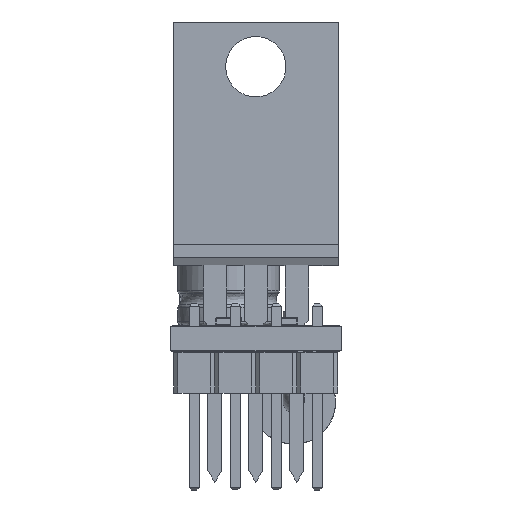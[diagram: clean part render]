
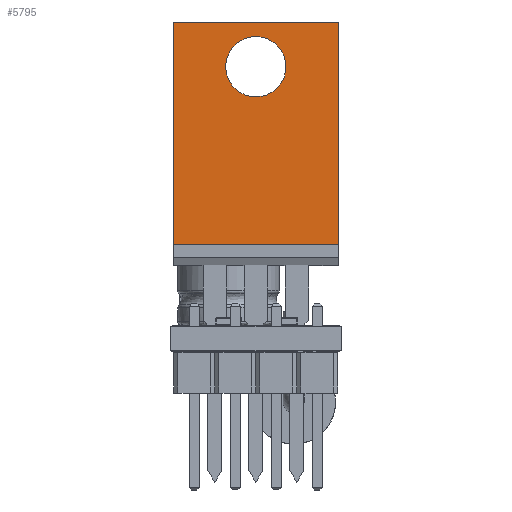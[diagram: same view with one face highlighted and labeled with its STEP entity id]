
A CAD part, front view. The second image highlights one B-rep face of the part: STEP entity #5795.
In plain terms, the highlighted face is planar.
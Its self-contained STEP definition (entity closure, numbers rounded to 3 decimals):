
#5240 = VERTEX_POINT('',#5241);
#5241 = CARTESIAN_POINT('',(-2.575,3.16,18.775));
#5247 = EDGE_CURVE('',#5248,#5240,#5250,.T.);
#5248 = VERTEX_POINT('',#5249);
#5249 = CARTESIAN_POINT('',(-2.575,3.16,5.));
#5250 = LINE('',#5251,#5252);
#5251 = CARTESIAN_POINT('',(-2.575,3.16,5.));
#5252 = VECTOR('',#5253,1.);
#5253 = DIRECTION('',(0.,0.,1.));
#5306 = VERTEX_POINT('',#5307);
#5307 = CARTESIAN_POINT('',(7.655,3.16,5.));
#5313 = EDGE_CURVE('',#5306,#5314,#5316,.T.);
#5314 = VERTEX_POINT('',#5315);
#5315 = CARTESIAN_POINT('',(7.655,3.16,18.775));
#5316 = LINE('',#5317,#5318);
#5317 = CARTESIAN_POINT('',(7.655,3.16,5.));
#5318 = VECTOR('',#5319,1.);
#5319 = DIRECTION('',(0.,0.,1.));
#5338 = EDGE_CURVE('',#5248,#5306,#5339,.T.);
#5339 = LINE('',#5340,#5341);
#5340 = CARTESIAN_POINT('',(-2.575,3.16,5.));
#5341 = VECTOR('',#5342,1.);
#5342 = DIRECTION('',(1.,0.,0.));
#5795 = ADVANCED_FACE('',(#5796,#5807),#5818,.T.);
#5796 = FACE_BOUND('',#5797,.T.);
#5797 = EDGE_LOOP('',(#5798,#5799,#5805,#5806));
#5798 = ORIENTED_EDGE('',*,*,#5247,.T.);
#5799 = ORIENTED_EDGE('',*,*,#5800,.T.);
#5800 = EDGE_CURVE('',#5240,#5314,#5801,.T.);
#5801 = LINE('',#5802,#5803);
#5802 = CARTESIAN_POINT('',(-2.575,3.16,18.775));
#5803 = VECTOR('',#5804,1.);
#5804 = DIRECTION('',(1.,0.,0.));
#5805 = ORIENTED_EDGE('',*,*,#5313,.F.);
#5806 = ORIENTED_EDGE('',*,*,#5338,.F.);
#5807 = FACE_BOUND('',#5808,.T.);
#5808 = EDGE_LOOP('',(#5809));
#5809 = ORIENTED_EDGE('',*,*,#5810,.T.);
#5810 = EDGE_CURVE('',#5811,#5811,#5813,.T.);
#5811 = VERTEX_POINT('',#5812);
#5812 = CARTESIAN_POINT('',(4.408,3.16,16.005));
#5813 = CIRCLE('',#5814,1.868);
#5814 = AXIS2_PLACEMENT_3D('',#5815,#5816,#5817);
#5815 = CARTESIAN_POINT('',(2.54,3.16,16.005));
#5816 = DIRECTION('',(0.,-1.,0.));
#5817 = DIRECTION('',(1.,0.,0.));
#5818 = PLANE('',#5819);
#5819 = AXIS2_PLACEMENT_3D('',#5820,#5821,#5822);
#5820 = CARTESIAN_POINT('',(-2.575,3.16,5.));
#5821 = DIRECTION('',(0.,1.,0.));
#5822 = DIRECTION('',(1.,0.,0.));
